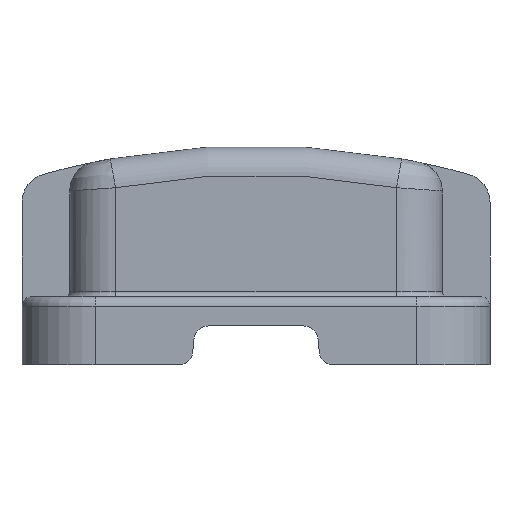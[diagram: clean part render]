
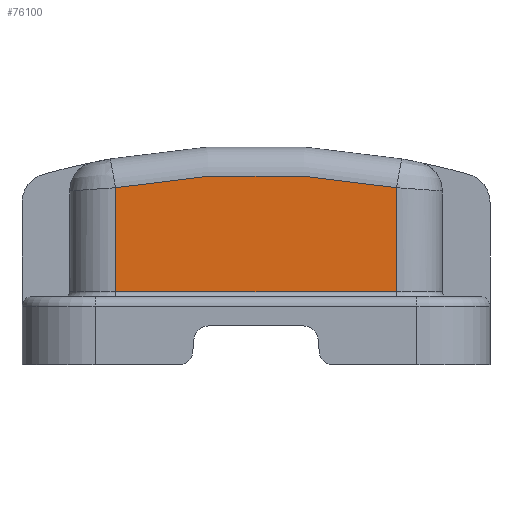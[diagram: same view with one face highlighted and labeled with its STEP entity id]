
A CAD part, left-side view. The second image highlights one B-rep face of the part: STEP entity #76100.
In plain terms, the highlighted planar face has unit normal (-1, 0, 0).
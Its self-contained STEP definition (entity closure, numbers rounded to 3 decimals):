
#75700=CARTESIAN_POINT('',(84.074,-13.201,0.));
#75710=DIRECTION('',(-1.,0.,0.));
#75720=DIRECTION('',(0.,1.,0.));
#75730=AXIS2_PLACEMENT_3D('',#75700,#75710,#75720);
#75740=PLANE('',#75730);
#75750=CARTESIAN_POINT('',(84.074,0.,14.421));
#75760=DIRECTION('',(0.,1.,0.));
#75770=VECTOR('',#75760,1.);
#75780=LINE('',#75750,#75770);
#75790=CARTESIAN_POINT('',(84.074,-24.377,
14.421));
#75800=VERTEX_POINT('',#75790);
#75810=CARTESIAN_POINT('',(84.074,-13.701,14.421))
;
#75820=VERTEX_POINT('',#75810);
#75830=EDGE_CURVE('',#75800,#75820,#75780,.T.);
#75840=ORIENTED_EDGE('',*,*,#75830,.T.);
#75850=CARTESIAN_POINT('',(84.074,53.299,
0.021));
#75860=DIRECTION('',(1.,0.,0.));
#75870=DIRECTION('',(0.,-1.,0.));
#75880=AXIS2_PLACEMENT_3D('',#75850,#75860,#75870);
#75890=CIRCLE('',#75880,79.);
#75900=CARTESIAN_POINT('',(84.074,-24.377,
-14.379));
#75910=VERTEX_POINT('',#75900);
#75920=EDGE_CURVE('',#75800,#75910,#75890,.T.);
#75930=ORIENTED_EDGE('',*,*,#75920,.F.);
#75940=CARTESIAN_POINT('',(84.074,0.,-14.379));
#75950=DIRECTION('',(0.,1.,0.));
#75960=VECTOR('',#75950,1.);
#75970=LINE('',#75940,#75960);
#75980=CARTESIAN_POINT('',(84.074,-13.701,-14.379)
);
#75990=VERTEX_POINT('',#75980);
#76000=EDGE_CURVE('',#75910,#75990,#75970,.T.);
#76010=ORIENTED_EDGE('',*,*,#76000,.F.);
#76020=CARTESIAN_POINT('',(84.074,-13.701,0.));
#76030=DIRECTION('',(0.,0.,1.));
#76040=VECTOR('',#76030,1.);
#76050=LINE('',#76020,#76040);
#76060=EDGE_CURVE('',#75990,#75820,#76050,.T.);
#76070=ORIENTED_EDGE('',*,*,#76060,.F.);
#76080=EDGE_LOOP('',(#76070,#76010,#75930,#75840));
#76090=FACE_OUTER_BOUND('',#76080,.T.);
#76100=ADVANCED_FACE('',(#76090),#75740,.T.);
